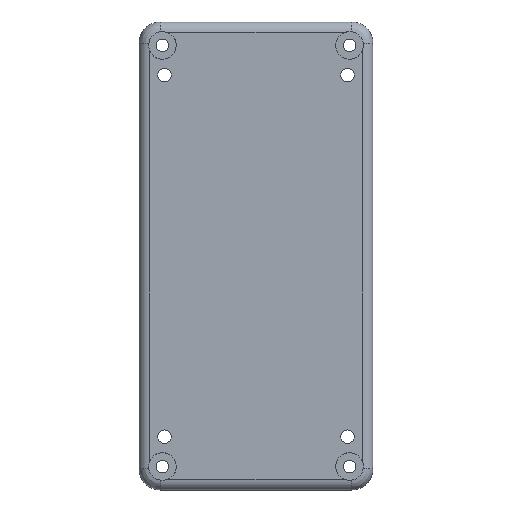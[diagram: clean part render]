
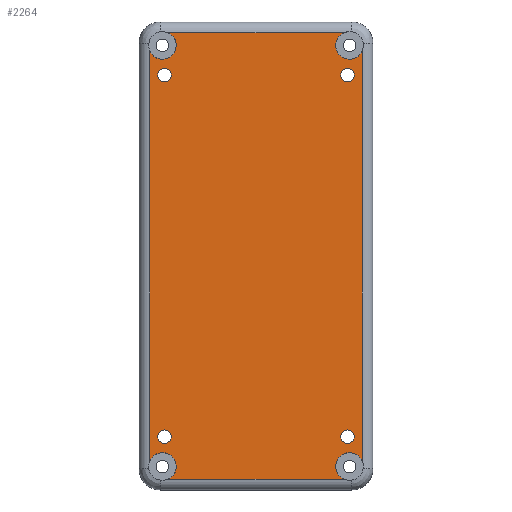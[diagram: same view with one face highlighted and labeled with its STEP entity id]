
A CAD part, top view. The second image highlights one B-rep face of the part: STEP entity #2264.
In plain terms, the highlighted planar face has unit normal (0, 0, 1).
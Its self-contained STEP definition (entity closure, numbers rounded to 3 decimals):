
#23=FACE_BOUND('',#266,.T.);
#24=FACE_BOUND('',#267,.T.);
#25=FACE_BOUND('',#268,.T.);
#26=FACE_BOUND('',#269,.T.);
#46=PLANE('',#2417);
#135=FACE_OUTER_BOUND('',#265,.T.);
#265=EDGE_LOOP('',(#1575,#1576,#1577,#1578,#1579,#1580,#1581,#1582,#1583,
#1584));
#266=EDGE_LOOP('',(#1585));
#267=EDGE_LOOP('',(#1586));
#268=EDGE_LOOP('',(#1587));
#269=EDGE_LOOP('',(#1588));
#404=LINE('',#3495,#617);
#406=LINE('',#3514,#619);
#407=LINE('',#3515,#620);
#408=LINE('',#3516,#621);
#617=VECTOR('',#2696,10.);
#619=VECTOR('',#2708,10.);
#620=VECTOR('',#2709,10.);
#621=VECTOR('',#2710,10.);
#823=CIRCLE('',#2380,1.6);
#825=CIRCLE('',#2383,1.6);
#827=CIRCLE('',#2386,1.6);
#829=CIRCLE('',#2389,1.6);
#830=CIRCLE('',#2391,3.25);
#832=CIRCLE('',#2393,3.25);
#834=CIRCLE('',#2397,3.25);
#836=CIRCLE('',#2399,3.25);
#838=CIRCLE('',#2403,3.25);
#841=CIRCLE('',#2408,3.25);
#939=VERTEX_POINT('',#3311);
#941=VERTEX_POINT('',#3317);
#943=VERTEX_POINT('',#3323);
#945=VERTEX_POINT('',#3329);
#947=VERTEX_POINT('',#3334);
#949=VERTEX_POINT('',#3354);
#950=VERTEX_POINT('',#3363);
#954=VERTEX_POINT('',#3374);
#956=VERTEX_POINT('',#3394);
#957=VERTEX_POINT('',#3403);
#963=VERTEX_POINT('',#3430);
#964=VERTEX_POINT('',#3439);
#967=VERTEX_POINT('',#3454);
#969=VERTEX_POINT('',#3462);
#1166=EDGE_CURVE('',#939,#939,#823,.T.);
#1169=EDGE_CURVE('',#941,#941,#825,.T.);
#1172=EDGE_CURVE('',#943,#943,#827,.T.);
#1175=EDGE_CURVE('',#945,#945,#829,.T.);
#1179=EDGE_CURVE('',#950,#949,#830,.T.);
#1182=EDGE_CURVE('',#947,#950,#832,.T.);
#1187=EDGE_CURVE('',#957,#956,#834,.T.);
#1190=EDGE_CURVE('',#954,#957,#836,.T.);
#1195=EDGE_CURVE('',#964,#963,#838,.T.);
#1201=EDGE_CURVE('',#969,#967,#841,.T.);
#1208=EDGE_CURVE('',#964,#967,#404,.T.);
#1214=EDGE_CURVE('',#954,#949,#406,.T.);
#1215=EDGE_CURVE('',#969,#956,#407,.T.);
#1216=EDGE_CURVE('',#947,#963,#408,.T.);
#1575=ORIENTED_EDGE('',*,*,#1182,.T.);
#1576=ORIENTED_EDGE('',*,*,#1179,.T.);
#1577=ORIENTED_EDGE('',*,*,#1214,.F.);
#1578=ORIENTED_EDGE('',*,*,#1190,.T.);
#1579=ORIENTED_EDGE('',*,*,#1187,.T.);
#1580=ORIENTED_EDGE('',*,*,#1215,.F.);
#1581=ORIENTED_EDGE('',*,*,#1201,.T.);
#1582=ORIENTED_EDGE('',*,*,#1208,.F.);
#1583=ORIENTED_EDGE('',*,*,#1195,.T.);
#1584=ORIENTED_EDGE('',*,*,#1216,.F.);
#1585=ORIENTED_EDGE('',*,*,#1166,.T.);
#1586=ORIENTED_EDGE('',*,*,#1169,.T.);
#1587=ORIENTED_EDGE('',*,*,#1172,.T.);
#1588=ORIENTED_EDGE('',*,*,#1175,.T.);
#2264=ADVANCED_FACE('',(#135,#23,#24,#25,#26),#46,.T.);
#2380=AXIS2_PLACEMENT_3D('',#3313,#2623,#2624);
#2383=AXIS2_PLACEMENT_3D('',#3319,#2630,#2631);
#2386=AXIS2_PLACEMENT_3D('',#3325,#2637,#2638);
#2389=AXIS2_PLACEMENT_3D('',#3331,#2644,#2645);
#2391=AXIS2_PLACEMENT_3D('',#3364,#2648,#2649);
#2393=AXIS2_PLACEMENT_3D('',#3368,#2653,#2654);
#2397=AXIS2_PLACEMENT_3D('',#3404,#2661,#2662);
#2399=AXIS2_PLACEMENT_3D('',#3408,#2666,#2667);
#2403=AXIS2_PLACEMENT_3D('',#3440,#2674,#2675);
#2408=AXIS2_PLACEMENT_3D('',#3463,#2685,#2686);
#2417=AXIS2_PLACEMENT_3D('',#3513,#2706,#2707);
#2623=DIRECTION('center_axis',(0.,0.,-1.));
#2624=DIRECTION('ref_axis',(-1.,0.,0.));
#2630=DIRECTION('center_axis',(0.,0.,-1.));
#2631=DIRECTION('ref_axis',(-1.,0.,0.));
#2637=DIRECTION('center_axis',(0.,0.,-1.));
#2638=DIRECTION('ref_axis',(-1.,0.,0.));
#2644=DIRECTION('center_axis',(0.,0.,-1.));
#2645=DIRECTION('ref_axis',(-1.,0.,0.));
#2648=DIRECTION('center_axis',(0.,0.,-1.));
#2649=DIRECTION('ref_axis',(1.,0.,0.));
#2653=DIRECTION('center_axis',(0.,0.,-1.));
#2654=DIRECTION('ref_axis',(1.,0.,0.));
#2661=DIRECTION('center_axis',(0.,0.,-1.));
#2662=DIRECTION('ref_axis',(1.,0.,0.));
#2666=DIRECTION('center_axis',(0.,0.,-1.));
#2667=DIRECTION('ref_axis',(1.,0.,0.));
#2674=DIRECTION('center_axis',(0.,0.,-1.));
#2675=DIRECTION('ref_axis',(1.,0.,0.));
#2685=DIRECTION('center_axis',(0.,0.,-1.));
#2686=DIRECTION('ref_axis',(1.,0.,0.));
#2696=DIRECTION('',(0.,1.,0.));
#2706=DIRECTION('center_axis',(0.,0.,1.));
#2707=DIRECTION('ref_axis',(1.,0.,0.));
#2708=DIRECTION('',(0.,-1.,0.));
#2709=DIRECTION('',(1.,0.,0.));
#2710=DIRECTION('',(-1.,0.,0.));
#3311=CARTESIAN_POINT('',(-19.9,42.5,33.));
#3313=CARTESIAN_POINT('Origin',(-21.5,42.5,33.));
#3317=CARTESIAN_POINT('',(23.1,-42.5,33.));
#3319=CARTESIAN_POINT('Origin',(21.5,-42.5,33.));
#3323=CARTESIAN_POINT('',(23.1,42.5,33.));
#3325=CARTESIAN_POINT('Origin',(21.5,42.5,33.));
#3329=CARTESIAN_POINT('',(-19.9,-42.5,33.));
#3331=CARTESIAN_POINT('Origin',(-21.5,-42.5,33.));
#3334=CARTESIAN_POINT('',(20.75,-52.5,33.));
#3354=CARTESIAN_POINT('',(25.,-48.25,33.));
#3363=CARTESIAN_POINT('',(18.75,-49.5,33.));
#3364=CARTESIAN_POINT('Origin',(22.,-49.5,33.));
#3368=CARTESIAN_POINT('Origin',(22.,-49.5,33.));
#3374=CARTESIAN_POINT('',(25.,48.25,33.));
#3394=CARTESIAN_POINT('',(20.75,52.5,33.));
#3403=CARTESIAN_POINT('',(18.75,49.5,33.));
#3404=CARTESIAN_POINT('Origin',(22.,49.5,33.));
#3408=CARTESIAN_POINT('Origin',(22.,49.5,33.));
#3430=CARTESIAN_POINT('',(-20.75,-52.5,33.));
#3439=CARTESIAN_POINT('',(-25.,-48.25,33.));
#3440=CARTESIAN_POINT('Origin',(-22.,-49.5,33.));
#3454=CARTESIAN_POINT('',(-25.,48.25,33.));
#3462=CARTESIAN_POINT('',(-20.75,52.5,33.));
#3463=CARTESIAN_POINT('Origin',(-22.,49.5,33.));
#3495=CARTESIAN_POINT('',(-25.,27.5,33.));
#3513=CARTESIAN_POINT('Origin',(0.,0.,33.));
#3514=CARTESIAN_POINT('',(25.,-27.5,33.));
#3515=CARTESIAN_POINT('',(13.75,52.5,33.));
#3516=CARTESIAN_POINT('',(-13.75,-52.5,33.));
